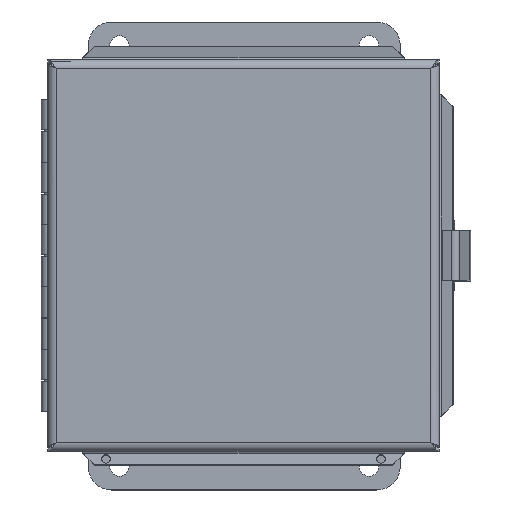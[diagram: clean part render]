
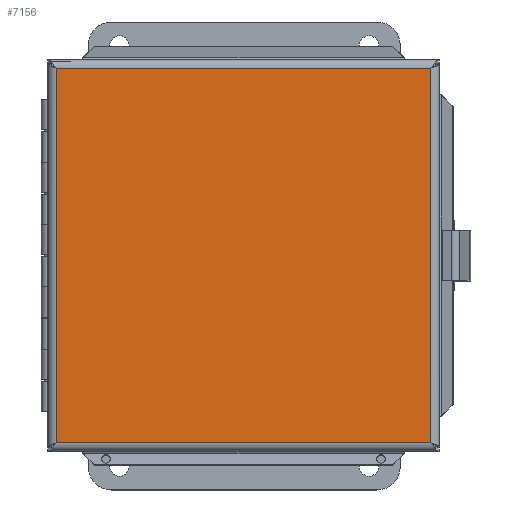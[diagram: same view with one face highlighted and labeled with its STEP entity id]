
A CAD part, top view. The second image highlights one B-rep face of the part: STEP entity #7156.
In plain terms, the highlighted planar face has unit normal (0, 0, 1).
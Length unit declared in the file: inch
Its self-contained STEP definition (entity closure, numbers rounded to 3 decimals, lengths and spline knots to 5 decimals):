
#752=PLANE('',#7895);
#1195=LINE('',#11805,#1900);
#1235=LINE('',#12073,#1940);
#1338=LINE('',#12473,#2043);
#1339=LINE('',#12475,#2044);
#1900=VECTOR('',#9034,0.3937);
#1940=VECTOR('',#9098,0.3937);
#2043=VECTOR('',#9369,0.3937);
#2044=VECTOR('',#9372,0.3937);
#2614=FACE_OUTER_BOUND('',#3043,.T.);
#3043=EDGE_LOOP('',(#6317,#6318,#6319,#6320));
#3629=VERTEX_POINT('',#11526);
#3660=VERTEX_POINT('',#11674);
#3688=VERTEX_POINT('',#11804);
#3708=VERTEX_POINT('',#11986);
#4473=EDGE_CURVE('',#3688,#3660,#1195,.T.);
#4524=EDGE_CURVE('',#3629,#3708,#1235,.T.);
#4657=EDGE_CURVE('',#3660,#3629,#1338,.T.);
#4658=EDGE_CURVE('',#3708,#3688,#1339,.T.);
#6317=ORIENTED_EDGE('',*,*,#4657,.T.);
#6318=ORIENTED_EDGE('',*,*,#4524,.T.);
#6319=ORIENTED_EDGE('',*,*,#4658,.T.);
#6320=ORIENTED_EDGE('',*,*,#4473,.T.);
#7156=ADVANCED_FACE('',(#2614),#752,.T.);
#7895=AXIS2_PLACEMENT_3D('',#12476,#9373,#9374);
#9034=DIRECTION('',(0.,-1.,0.));
#9098=DIRECTION('',(0.,1.,0.));
#9369=DIRECTION('',(1.,0.,0.));
#9372=DIRECTION('',(-1.,0.,0.));
#9373=DIRECTION('center_axis',(0.,0.,1.));
#9374=DIRECTION('ref_axis',(1.,0.,0.));
#11526=CARTESIAN_POINT('',(3.0035,-3.0035,0.059));
#11674=CARTESIAN_POINT('',(-3.0035,-3.0035,0.059));
#11804=CARTESIAN_POINT('',(-3.0035,3.0035,0.059));
#11805=CARTESIAN_POINT('',(-3.0035,1.50175,0.059));
#11986=CARTESIAN_POINT('',(3.0035,3.0035,0.059));
#12073=CARTESIAN_POINT('',(3.0035,-1.50175,0.059));
#12473=CARTESIAN_POINT('',(-1.50175,-3.0035,0.059));
#12475=CARTESIAN_POINT('',(1.50175,3.0035,0.059));
#12476=CARTESIAN_POINT('Origin',(0.,0.,
0.059));
